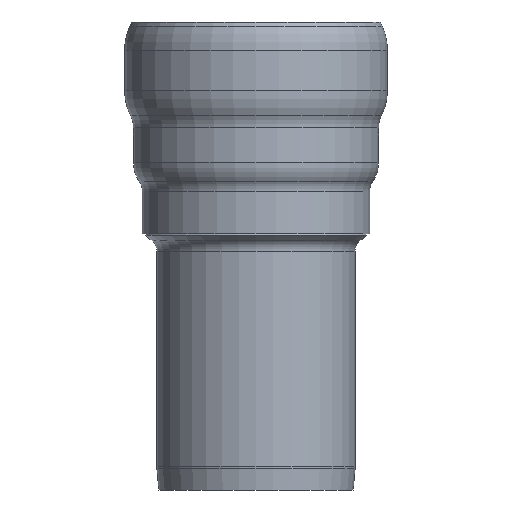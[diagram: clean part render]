
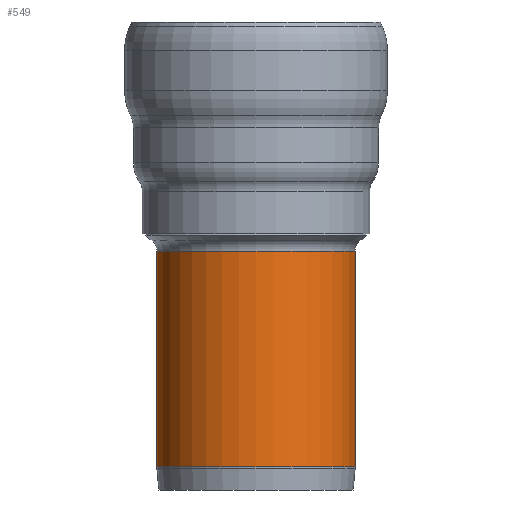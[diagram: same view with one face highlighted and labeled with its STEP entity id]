
A CAD part, left-side view. The second image highlights one B-rep face of the part: STEP entity #549.
In plain terms, the highlighted cylindrical face has radius 445 mm (diameter 890 mm), a full revolution.
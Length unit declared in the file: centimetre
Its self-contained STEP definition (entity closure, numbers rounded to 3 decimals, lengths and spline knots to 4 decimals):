
#75=FACE_OUTER_BOUND('',#108,.T.);
#108=EDGE_LOOP('',(#492,#493,#494,#495,#496,#497));
#126=LINE('',#1031,#143);
#143=VECTOR('',#856,44.5);
#203=CIRCLE('',#642,44.5);
#205=CIRCLE('',#644,44.5);
#206=CIRCLE('',#646,44.5);
#207=CIRCLE('',#647,44.5);
#257=VERTEX_POINT('',#1021);
#258=VERTEX_POINT('',#1022);
#259=VERTEX_POINT('',#1027);
#260=VERTEX_POINT('',#1028);
#335=EDGE_CURVE('',#257,#258,#203,.T.);
#337=EDGE_CURVE('',#258,#257,#205,.T.);
#338=EDGE_CURVE('',#259,#260,#206,.T.);
#339=EDGE_CURVE('',#260,#259,#207,.T.);
#340=EDGE_CURVE('',#260,#258,#126,.T.);
#492=ORIENTED_EDGE('',*,*,#338,.F.);
#493=ORIENTED_EDGE('',*,*,#339,.F.);
#494=ORIENTED_EDGE('',*,*,#340,.T.);
#495=ORIENTED_EDGE('',*,*,#337,.T.);
#496=ORIENTED_EDGE('',*,*,#335,.T.);
#497=ORIENTED_EDGE('',*,*,#340,.F.);
#520=CYLINDRICAL_SURFACE('',#645,44.5);
#549=ADVANCED_FACE('',(#75),#520,.T.);
#642=AXIS2_PLACEMENT_3D('',#1023,#844,#845);
#644=AXIS2_PLACEMENT_3D('',#1025,#848,#849);
#645=AXIS2_PLACEMENT_3D('',#1026,#850,#851);
#646=AXIS2_PLACEMENT_3D('',#1029,#852,#853);
#647=AXIS2_PLACEMENT_3D('',#1030,#854,#855);
#844=DIRECTION('center_axis',(0.,0.,1.));
#845=DIRECTION('ref_axis',(1.,0.,0.));
#848=DIRECTION('center_axis',(0.,0.,1.));
#849=DIRECTION('ref_axis',(1.,0.,0.));
#850=DIRECTION('center_axis',(0.,0.,1.));
#851=DIRECTION('ref_axis',(-1.,0.,0.));
#852=DIRECTION('center_axis',(0.,0.,1.));
#853=DIRECTION('ref_axis',(1.,0.,0.));
#854=DIRECTION('center_axis',(0.,0.,1.));
#855=DIRECTION('ref_axis',(1.,0.,0.));
#856=DIRECTION('',(0.,0.,-1.));
#1021=CARTESIAN_POINT('',(169.8466,77.8755,-86.3309));
#1022=CARTESIAN_POINT('',(214.3466,33.3755,-86.3309));
#1023=CARTESIAN_POINT('Origin',(169.8466,33.3755,-86.3309));
#1025=CARTESIAN_POINT('Origin',(169.8466,33.3755,-86.3309));
#1026=CARTESIAN_POINT('Origin',(169.8466,33.3755,-37.9456));
#1027=CARTESIAN_POINT('',(169.8466,77.8755,10.4398));
#1028=CARTESIAN_POINT('',(214.3466,33.3755,10.4398));
#1029=CARTESIAN_POINT('Origin',(169.8466,33.3755,10.4398));
#1030=CARTESIAN_POINT('Origin',(169.8466,33.3755,10.4398));
#1031=CARTESIAN_POINT('',(214.3466,33.3755,-37.9456));
